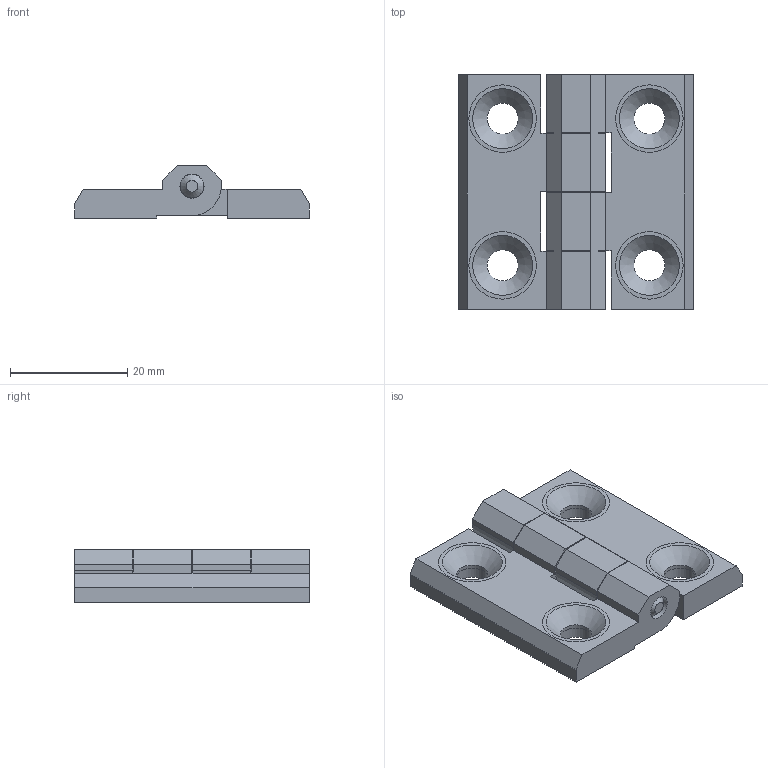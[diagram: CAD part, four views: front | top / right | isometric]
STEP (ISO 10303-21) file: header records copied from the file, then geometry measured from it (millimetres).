
FILE_DESCRIPTION(/* description */ (''),/* implementation_level */ '2;1');
FILE_NAME(/* name */ 'DC-54.stp',/* time_stamp */ '2020-12-03T08:47:08-05:00',/* author */ ('jenniferk'),/* organization */ (''),/* preprocessor_version */ 'ST-DEVELOPER v18.1',/* originating_system */ 'Autodesk Inventor 2020',/* authorisation */ '');
FILE_SCHEMA (('AUTOMOTIVE_DESIGN { 1 0 10303 214 3 1 1 }'));
Length unit declared in the file: inch
Products named in the file (1): Assembly1_Shrinkwrap_1
Bounding box: 40 x 40 x 9 mm (x, y, z)
Volume: 183.1 mm3; surface area: 6808 mm2
Topology: 4 solids, 5 shells, 439 faces, 1191 edges, 674 vertices
Faces by surface type: plane 352, cylinder 53, sphere 16, cone 14, torus 4
Full cylindrical faces by diameter (mm): 2.967 x2, 4 x2, 4.1 x4, 5.3 x8
Entity records: 14058 total; most frequent: CARTESIAN_POINT 2589, DIRECTION 2479, ORIENTED_EDGE 2350, EDGE_CURVE 1175, AXIS2_PLACEMENT_3D 875, LINE 729, VECTOR 729, VERTEX_POINT 674
